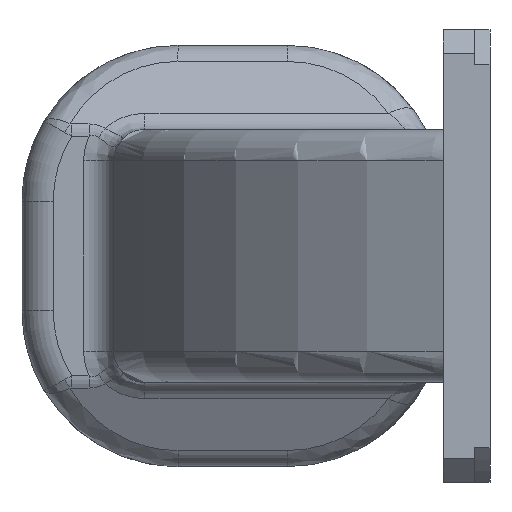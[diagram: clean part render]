
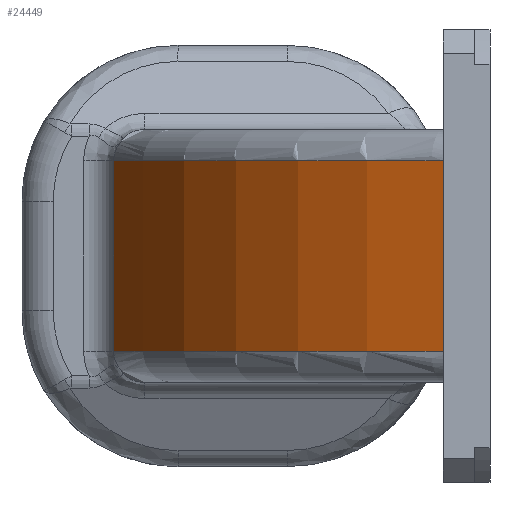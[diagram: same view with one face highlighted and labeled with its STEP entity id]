
A CAD part, left-side view. The second image highlights one B-rep face of the part: STEP entity #24449.
In plain terms, the highlighted cylindrical face has radius 34.5 mm (diameter 69 mm), a partial arc.
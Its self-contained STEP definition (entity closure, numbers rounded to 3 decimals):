
#6313=DIRECTION('',(0.,0.,1.));
#6314=VECTOR('',#6313,12.2);
#6315=CARTESIAN_POINT('',(-17.44,23.126,
-6.1));
#6316=LINE('1363',#6315,#6314);
#6317=CARTESIAN_POINT('',(-7.8,-10.,6.1));
#6318=DIRECTION('',(0.,0.,1.));
#6319=DIRECTION('',(-0.279,0.96,0.));
#6320=AXIS2_PLACEMENT_3D('',#6317,#6318,#6319);
#6322=DIRECTION('',(0.,0.,1.));
#6323=VECTOR('',#6322,12.2);
#6324=CARTESIAN_POINT('',(-40.146,2.,-6.1));
#6325=LINE('1360',#6324,#6323);
#6326=CARTESIAN_POINT('',(-7.8,-10.,-6.1));
#6327=DIRECTION('',(0.,0.,-1.));
#6328=DIRECTION('',(-0.938,0.348,0.));
#6329=AXIS2_PLACEMENT_3D('',#6326,#6327,#6328);
#11120=CARTESIAN_POINT('',(-40.146,2.,-6.1));
#11121=CARTESIAN_POINT('',(-40.146,2.,6.1));
#11122=VERTEX_POINT('',#11120);
#11123=VERTEX_POINT('',#11121);
#11126=CARTESIAN_POINT('',(-17.44,23.126,
-6.1));
#11127=CARTESIAN_POINT('',(-17.44,23.126,
6.1));
#11128=VERTEX_POINT('',#11126);
#11129=VERTEX_POINT('',#11127);
#24437=CARTESIAN_POINT('',(-7.8,-10.,-8.1));
#24438=DIRECTION('',(0.,0.,1.));
#24439=DIRECTION('',(1.,0.,0.));
#24440=AXIS2_PLACEMENT_3D('',#24437,#24438,#24439);
#24441=CYLINDRICAL_SURFACE('294',#24440,34.5);
#24442=ORIENTED_EDGE('1363',*,*,#24421,.T.);
#24443=ORIENTED_EDGE('1367',*,*,#24256,.T.);
#24444=ORIENTED_EDGE('1360',*,*,#14275,.F.);
#24446=ORIENTED_EDGE('1365',*,*,#24445,.T.);
#24447=EDGE_LOOP('294',(#24442,#24443,#24444,#24446));
#24448=FACE_OUTER_BOUND('294',#24447,.F.);
#6321=CIRCLE('1367',#6320,34.5);
#6330=CIRCLE('1365',#6329,34.5);
#14275=EDGE_CURVE('1360',#11122,#11123,#6325,.T.);
#24256=EDGE_CURVE('1367',#11129,#11123,#6321,.T.);
#24421=EDGE_CURVE('1363',#11128,#11129,#6316,.T.);
#24445=EDGE_CURVE('1365',#11122,#11128,#6330,.T.);
#24449=ADVANCED_FACE('294',(#24448),#24441,.T.);
